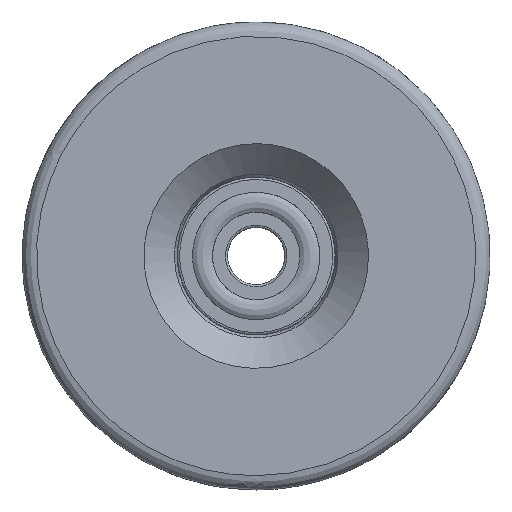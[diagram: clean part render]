
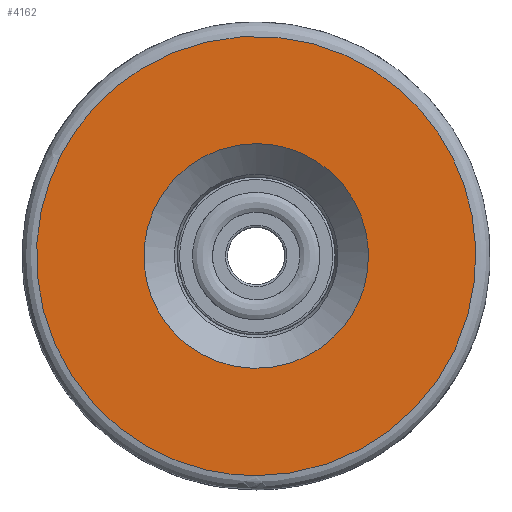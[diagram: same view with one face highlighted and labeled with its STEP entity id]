
A CAD part, left-side view. The second image highlights one B-rep face of the part: STEP entity #4162.
In plain terms, the highlighted free-form (B-spline) face has degree [1, 1] with [2, 2] control points.
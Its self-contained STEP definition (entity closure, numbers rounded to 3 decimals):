
#4123 = VERTEX_POINT('',#4124);
#4124 = CARTESIAN_POINT('',(-21.677,0.,20.02));
#4129 = EDGE_CURVE('',#4123,#4123,#4130,.T.);
#4130 = ( BOUNDED_CURVE() B_SPLINE_CURVE(2,(#4131,#4132,#4133,#4134,
#4135,#4136,#4137),.UNSPECIFIED.,.T.,.F.) B_SPLINE_CURVE_WITH_KNOTS((1,2
    ,2,2,2,1),(-2.094,0.,2.094,4.189,
6.283,8.378),.UNSPECIFIED.) CURVE() 
GEOMETRIC_REPRESENTATION_ITEM() RATIONAL_B_SPLINE_CURVE((1.,0.5,1.,0.5,
1.,0.5,1.)) REPRESENTATION_ITEM('') );
#4131 = CARTESIAN_POINT('',(-21.677,0.,20.02));
#4132 = CARTESIAN_POINT('',(-21.677,34.675,
    20.02));
#4133 = CARTESIAN_POINT('',(-21.677,17.337,
    -10.01));
#4134 = CARTESIAN_POINT('',(-21.677,0.,
    -40.039));
#4135 = CARTESIAN_POINT('',(-21.677,-17.337,
    -10.01));
#4136 = CARTESIAN_POINT('',(-21.677,-34.675,
    20.02));
#4137 = CARTESIAN_POINT('',(-21.677,0.,20.02));
#4162 = ADVANCED_FACE('',(#4163,#4177),#4180,.F.);
#4163 = FACE_BOUND('',#4164,.T.);
#4164 = EDGE_LOOP('',(#4165));
#4165 = ORIENTED_EDGE('',*,*,#4166,.T.);
#4166 = EDGE_CURVE('',#4167,#4167,#4169,.T.);
#4167 = VERTEX_POINT('',#4168);
#4168 = CARTESIAN_POINT('',(-21.677,0.,-39.146));
#4169 = ( BOUNDED_CURVE() B_SPLINE_CURVE(2,(#4170,#4171,#4172,#4173,
#4174,#4175,#4176),.UNSPECIFIED.,.T.,.F.) B_SPLINE_CURVE_WITH_KNOTS((1,2
    ,2,2,2,1),(-2.094,0.,2.094,4.189,
6.283,8.378),.UNSPECIFIED.) CURVE() 
GEOMETRIC_REPRESENTATION_ITEM() RATIONAL_B_SPLINE_CURVE((1.,0.5,1.,0.5,
1.,0.5,1.)) REPRESENTATION_ITEM('') );
#4170 = CARTESIAN_POINT('',(-21.677,0.,-39.146));
#4171 = CARTESIAN_POINT('',(-21.677,-67.804,
    -39.146));
#4172 = CARTESIAN_POINT('',(-21.677,-33.902,
    19.573));
#4173 = CARTESIAN_POINT('',(-21.677,0.,
    78.293));
#4174 = CARTESIAN_POINT('',(-21.677,33.902,
    19.573));
#4175 = CARTESIAN_POINT('',(-21.677,67.804,
    -39.146));
#4176 = CARTESIAN_POINT('',(-21.677,0.,-39.146));
#4177 = FACE_BOUND('',#4178,.T.);
#4178 = EDGE_LOOP('',(#4179));
#4179 = ORIENTED_EDGE('',*,*,#4129,.F.);
#4180 = B_SPLINE_SURFACE_WITH_KNOTS('',1,1,(
    (#4181,#4182)
    ,(#4183,#4184
    )),.UNSPECIFIED.,.F.,.F.,.F.,(2,2),(2,2),(-30.7,30.7),(-63.4,-2.),
  .PIECEWISE_BEZIER_KNOTS.);
#4181 = CARTESIAN_POINT('',(-21.677,-39.146,
    39.146));
#4182 = CARTESIAN_POINT('',(-21.677,39.146,
    39.146));
#4183 = CARTESIAN_POINT('',(-21.677,-39.146,
    -39.146));
#4184 = CARTESIAN_POINT('',(-21.677,39.146,
    -39.146));
